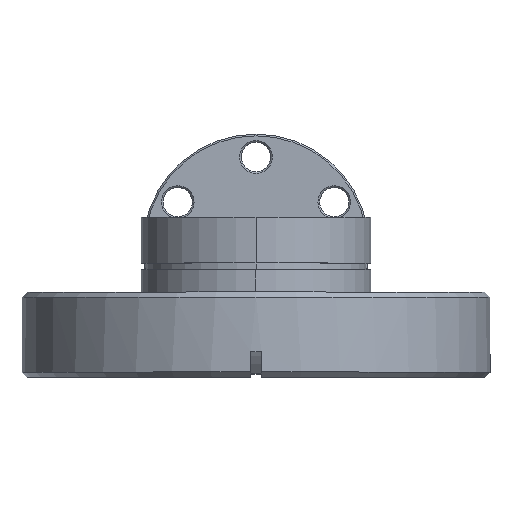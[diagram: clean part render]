
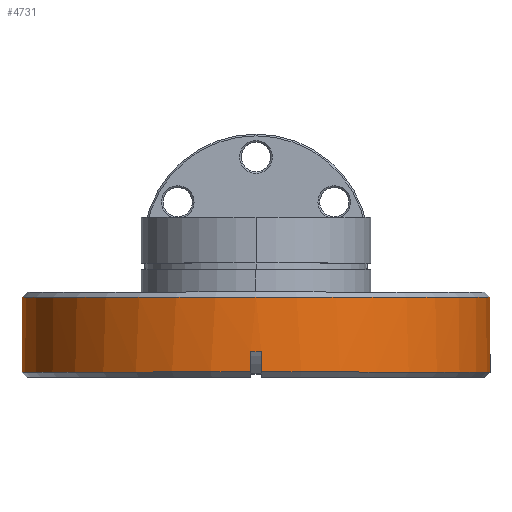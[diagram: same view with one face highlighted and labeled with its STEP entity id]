
A CAD part, top view. The second image highlights one B-rep face of the part: STEP entity #4731.
In plain terms, the highlighted cylindrical face has radius 34.925 mm (diameter 69.85 mm), a partial arc.
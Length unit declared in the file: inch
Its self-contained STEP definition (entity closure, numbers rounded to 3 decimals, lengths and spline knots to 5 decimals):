
#3 = ORIENTED_EDGE ( 'NONE', *, *, #244, .F. ) ;
#4 = ORIENTED_EDGE ( 'NONE', *, *, #275, .T. ) ;
#5 = ORIENTED_EDGE ( 'NONE', *, *, #250, .T. ) ;
#6 = ORIENTED_EDGE ( 'NONE', *, *, #276, .F. ) ;
#7 = ORIENTED_EDGE ( 'NONE', *, *, #277, .T. ) ;
#8 = ORIENTED_EDGE ( 'NONE', *, *, #278, .F. ) ;
#9 = ORIENTED_EDGE ( 'NONE', *, *, #279, .F. ) ;
#10 = ORIENTED_EDGE ( 'NONE', *, *, #253, .F. ) ;
#124 = LINE ( 'NONE', #1568, #128 ) ;
#128 = VECTOR ( 'NONE', #1573, 39.37008 ) ;
#133 = LINE ( 'NONE', #1588, #136 ) ;
#136 = VECTOR ( 'NONE', #1587, 39.37008 ) ;
#137 = CIRCLE ( 'NONE', #4109, 1.375 ) ;
#166 = B_SPLINE_CURVE_WITH_KNOTS ( 'NONE', 3,
 ( #2035, #2030, #2031, #2036 ),
 .UNSPECIFIED., .F., .F.,
 ( 4, 4 ),
 ( 0.0269, 0.02848 ),
 .UNSPECIFIED. ) ;
#244 = EDGE_CURVE ( 'NONE', #2559, #2777, #124, .T. ) ;
#250 = EDGE_CURVE ( 'NONE', #2181, #2829, #133, .T. ) ;
#253 = EDGE_CURVE ( 'NONE', #2777, #2726, #137, .T. ) ;
#275 = EDGE_CURVE ( 'NONE', #2559, #2181, #1330, .T. ) ;
#276 = EDGE_CURVE ( 'NONE', #2563, #2829, #1336, .T. ) ;
#277 = EDGE_CURVE ( 'NONE', #2563, #2789, #1333, .T. ) ;
#278 = EDGE_CURVE ( 'NONE', #2719, #2789, #166, .T. ) ;
#279 = EDGE_CURVE ( 'NONE', #2726, #2719, #1335, .T. ) ;
#551 = DIRECTION ( 'NONE',  ( 0., 1., 0. ) ) ;
#620 = DIRECTION ( 'NONE',  ( -1., 0., 0. ) ) ;
#622 = DIRECTION ( 'NONE',  ( 0., -1., 0. ) ) ;
#624 = CARTESIAN_POINT ( 'NONE',  ( 0., 0., -0.05116 ) ) ;
#894 = FACE_OUTER_BOUND ( 'NONE', #2063, .T. ) ;
#909 = CYLINDRICAL_SURFACE ( 'NONE', #1270, 1.375 ) ;
#1270 = AXIS2_PLACEMENT_3D ( 'NONE', #624, #622, #620 ) ;
#1330 = CIRCLE ( 'NONE', #4119, 1.375 ) ;
#1333 = LINE ( 'NONE', #2025, #1338 ) ;
#1335 = LINE ( 'NONE', #2037, #1337 ) ;
#1336 = CIRCLE ( 'NONE', #4120, 1.375 ) ;
#1337 = VECTOR ( 'NONE', #551, 39.37008 ) ;
#1338 = VECTOR ( 'NONE', #2026, 39.37008 ) ;
#1568 = CARTESIAN_POINT ( 'NONE',  ( 1.375, 0., -0.05116 ) ) ;
#1573 = DIRECTION ( 'NONE',  ( 0., -1., 0. ) ) ;
#1587 = DIRECTION ( 'NONE',  ( 0., -1., 0. ) ) ;
#1588 = CARTESIAN_POINT ( 'NONE',  ( -1.375, 0., -0.05116 ) ) ;
#1599 = CARTESIAN_POINT ( 'NONE',  ( 0., -0.47, -0.05116 ) ) ;
#1600 = DIRECTION ( 'NONE',  ( 0., -1., 0. ) ) ;
#1601 = DIRECTION ( 'NONE',  ( -1., 0., 0. ) ) ;
#2025 = CARTESIAN_POINT ( 'NONE',  ( -0.031, 0., 1.32349 ) ) ;
#2026 = DIRECTION ( 'NONE',  ( 0., 1., 0. ) ) ;
#2027 = CARTESIAN_POINT ( 'NONE',  ( 0., -0.03, -0.05116 ) ) ;
#2028 = DIRECTION ( 'NONE',  ( 0., -1., 0. ) ) ;
#2029 = DIRECTION ( 'NONE',  ( -1., 0., 0. ) ) ;
#2030 = CARTESIAN_POINT ( 'NONE',  ( 0.01035, -0.35206, 1.32396 ) ) ;
#2031 = CARTESIAN_POINT ( 'NONE',  ( -0.01032, -0.35206, 1.32396 ) ) ;
#2032 = CARTESIAN_POINT ( 'NONE',  ( 0., -0.47, -0.05116 ) ) ;
#2033 = DIRECTION ( 'NONE',  ( 0., -1., 0. ) ) ;
#2034 = DIRECTION ( 'NONE',  ( -1., 0., 0. ) ) ;
#2035 = CARTESIAN_POINT ( 'NONE',  ( 0.031, -0.35212, 1.32349 ) ) ;
#2036 = CARTESIAN_POINT ( 'NONE',  ( -0.031, -0.35212, 1.32349 ) ) ;
#2037 = CARTESIAN_POINT ( 'NONE',  ( 0.031, 0., 1.32349 ) ) ;
#2063 = EDGE_LOOP ( 'NONE', ( #3, #4, #5, #6, #7, #8, #9, #10 ) ) ;
#2181 = VERTEX_POINT ( 'NONE', #3202 ) ;
#2559 = VERTEX_POINT ( 'NONE', #4333 ) ;
#2563 = VERTEX_POINT ( 'NONE', #4337 ) ;
#2719 = VERTEX_POINT ( 'NONE', #4162 ) ;
#2726 = VERTEX_POINT ( 'NONE', #4169 ) ;
#2777 = VERTEX_POINT ( 'NONE', #4182 ) ;
#2789 = VERTEX_POINT ( 'NONE', #4194 ) ;
#2829 = VERTEX_POINT ( 'NONE', #4207 ) ;
#3202 = CARTESIAN_POINT ( 'NONE',  ( -1.375, -0.03, -0.05116 ) ) ;
#4109 = AXIS2_PLACEMENT_3D ( 'NONE', #1599, #1600, #1601 ) ;
#4119 = AXIS2_PLACEMENT_3D ( 'NONE', #2027, #2028, #2029 ) ;
#4120 = AXIS2_PLACEMENT_3D ( 'NONE', #2032, #2033, #2034 ) ;
#4162 = CARTESIAN_POINT ( 'NONE',  ( 0.031, -0.35212, 1.32349 ) ) ;
#4169 = CARTESIAN_POINT ( 'NONE',  ( 0.031, -0.47, 1.32349 ) ) ;
#4182 = CARTESIAN_POINT ( 'NONE',  ( 1.375, -0.47, -0.05116 ) ) ;
#4194 = CARTESIAN_POINT ( 'NONE',  ( -0.031, -0.35212, 1.32349 ) ) ;
#4207 = CARTESIAN_POINT ( 'NONE',  ( -1.375, -0.47, -0.05116 ) ) ;
#4333 = CARTESIAN_POINT ( 'NONE',  ( 1.375, -0.03, -0.05116 ) ) ;
#4337 = CARTESIAN_POINT ( 'NONE',  ( -0.031, -0.47, 1.32349 ) ) ;
#4731 = ADVANCED_FACE ( 'NONE', ( #894 ), #909, .T. ) ;
